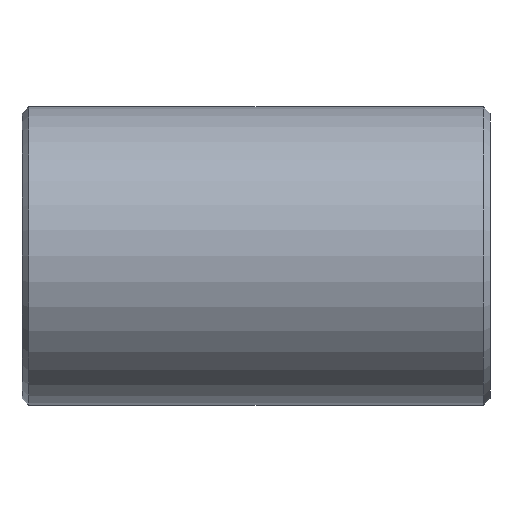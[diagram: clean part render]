
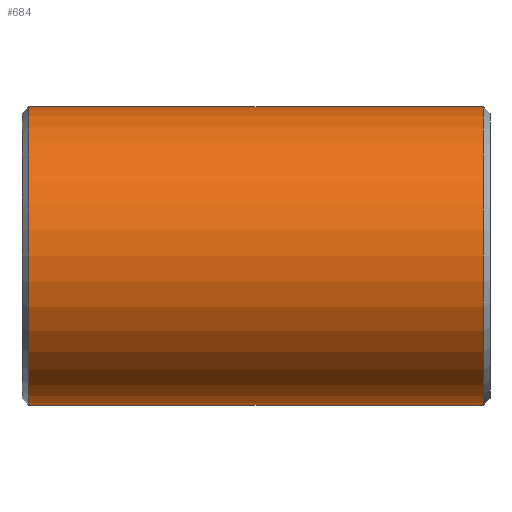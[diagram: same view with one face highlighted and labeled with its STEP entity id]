
A CAD part, front view. The second image highlights one B-rep face of the part: STEP entity #684.
In plain terms, the highlighted cylindrical face has radius 161.925 mm (diameter 323.85 mm), a partial arc.
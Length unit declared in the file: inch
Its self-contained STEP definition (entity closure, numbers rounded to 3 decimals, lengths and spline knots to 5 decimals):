
#7 = EDGE_CURVE ( 'NONE', #148, #351, #377, .T. ) ;
#14 = DIRECTION ( 'NONE',  ( 0., 0., -1. ) ) ;
#20 = VECTOR ( 'NONE', #485, 39.37008 ) ;
#27 = CARTESIAN_POINT ( 'NONE',  ( -9.71867, 0., -6.375 ) ) ;
#44 = DIRECTION ( 'NONE',  ( 0., 0., 1. ) ) ;
#53 = CARTESIAN_POINT ( 'NONE',  ( 9.71867, 0., -6.375 ) ) ;
#56 = DIRECTION ( 'NONE',  ( 1., 0., 0. ) ) ;
#114 = ORIENTED_EDGE ( 'NONE', *, *, #667, .T. ) ;
#128 = CIRCLE ( 'NONE', #704, 6.375 ) ;
#148 = VERTEX_POINT ( 'NONE', #53 ) ;
#151 = EDGE_CURVE ( 'NONE', #368, #351, #128, .T. ) ;
#168 = DIRECTION ( 'NONE',  ( -1., 0., 0. ) ) ;
#187 = CARTESIAN_POINT ( 'NONE',  ( -9.71867, 0., 0. ) ) ;
#234 = LINE ( 'NONE', #554, #20 ) ;
#235 = VERTEX_POINT ( 'NONE', #258 ) ;
#258 = CARTESIAN_POINT ( 'NONE',  ( 9.71867, 0., 6.375 ) ) ;
#270 = AXIS2_PLACEMENT_3D ( 'NONE', #560, #295, #14 ) ;
#295 = DIRECTION ( 'NONE',  ( -1., 0., 0. ) ) ;
#309 = VECTOR ( 'NONE', #168, 39.37008 ) ;
#318 = AXIS2_PLACEMENT_3D ( 'NONE', #847, #577, #44 ) ;
#351 = VERTEX_POINT ( 'NONE', #27 ) ;
#368 = VERTEX_POINT ( 'NONE', #691 ) ;
#376 = EDGE_CURVE ( 'NONE', #148, #235, #690, .T. ) ;
#377 = LINE ( 'NONE', #585, #309 ) ;
#485 = DIRECTION ( 'NONE',  ( -1., 0., 0. ) ) ;
#518 = ORIENTED_EDGE ( 'NONE', *, *, #7, .F. ) ;
#554 = CARTESIAN_POINT ( 'NONE',  ( 10., 0., 6.375 ) ) ;
#560 = CARTESIAN_POINT ( 'NONE',  ( 9.71867, 0., 0. ) ) ;
#577 = DIRECTION ( 'NONE',  ( -1., 0., 0. ) ) ;
#583 = FACE_OUTER_BOUND ( 'NONE', #649, .T. ) ;
#585 = CARTESIAN_POINT ( 'NONE',  ( 10., 0., -6.375 ) ) ;
#649 = EDGE_LOOP ( 'NONE', ( #518, #673, #114, #696 ) ) ;
#667 = EDGE_CURVE ( 'NONE', #235, #368, #234, .T. ) ;
#673 = ORIENTED_EDGE ( 'NONE', *, *, #376, .T. ) ;
#684 = ADVANCED_FACE ( 'NONE', ( #583 ), #709, .T. ) ;
#690 = CIRCLE ( 'NONE', #270, 6.375 ) ;
#691 = CARTESIAN_POINT ( 'NONE',  ( -9.71867, 0., 6.375 ) ) ;
#696 = ORIENTED_EDGE ( 'NONE', *, *, #151, .T. ) ;
#704 = AXIS2_PLACEMENT_3D ( 'NONE', #187, #56, #776 ) ;
#709 = CYLINDRICAL_SURFACE ( 'NONE', #318, 6.375 ) ;
#776 = DIRECTION ( 'NONE',  ( 0., 0., 1. ) ) ;
#847 = CARTESIAN_POINT ( 'NONE',  ( 10., 0., 0. ) ) ;
